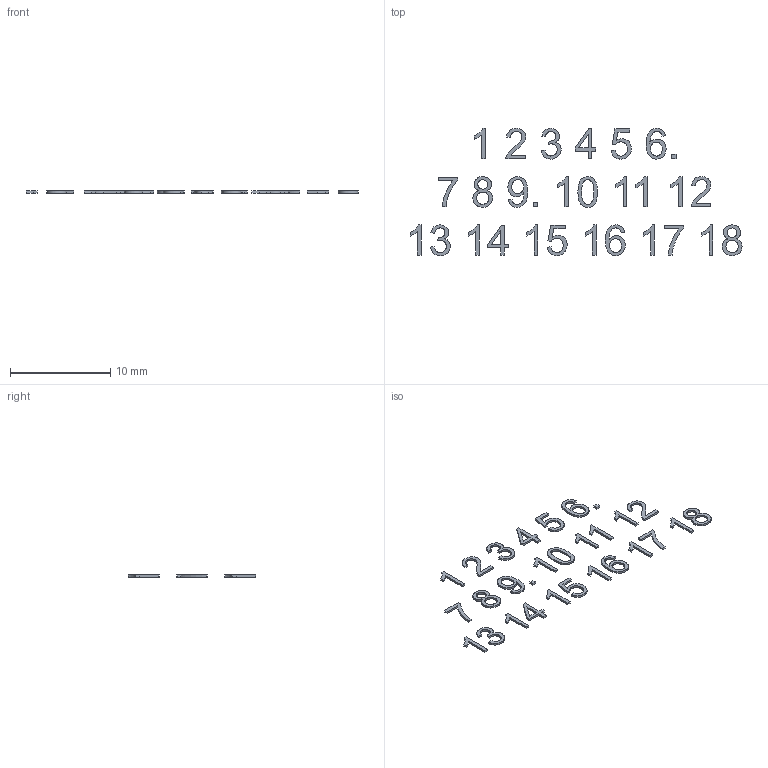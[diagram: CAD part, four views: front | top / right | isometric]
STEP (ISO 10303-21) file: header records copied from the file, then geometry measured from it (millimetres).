
FILE_DESCRIPTION(('HOOPS Exchange Step'),'2;1');
FILE_NAME('temp_export','2024-08-25T16:09:34+08:00',('sharma21'),('Shapr3D Limited'),'HOOPS Exchange 2024.2','Shapr3D','Authorized');
FILE_SCHEMA( ('AP242_MANAGED_MODEL_BASED_3D_ENGINEERING_MIM_LF {1 0 10303 442 1 1 4 }') );
Length unit declared in the file: millimetre
Products named in the file (1): root
Bounding box: 33.13 x 12.7 x 0.2 mm (x, y, z)
Volume: 10.8 mm3; surface area: 172.8 mm2
Topology: 29 solids, 29 shells, 288 faces, 690 edges, 460 vertices
Faces by surface type: plane 190, bspline 98
Entity records: 11774 total; most frequent: CARTESIAN_POINT 5678, ORIENTED_EDGE 1380, DIRECTION 878, EDGE_CURVE 690, VECTOR 494, LINE 494, VERTEX_POINT 460, EDGE_LOOP 308
